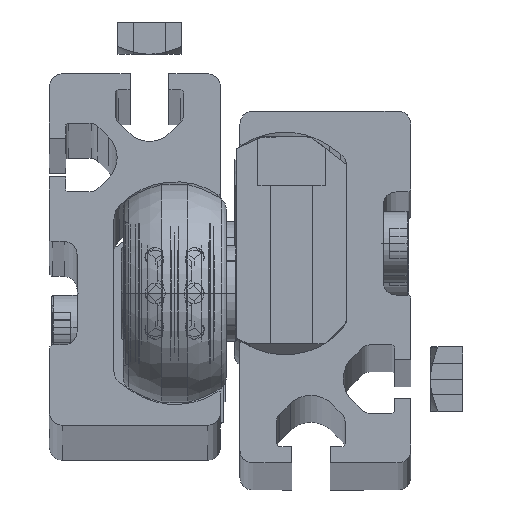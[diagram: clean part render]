
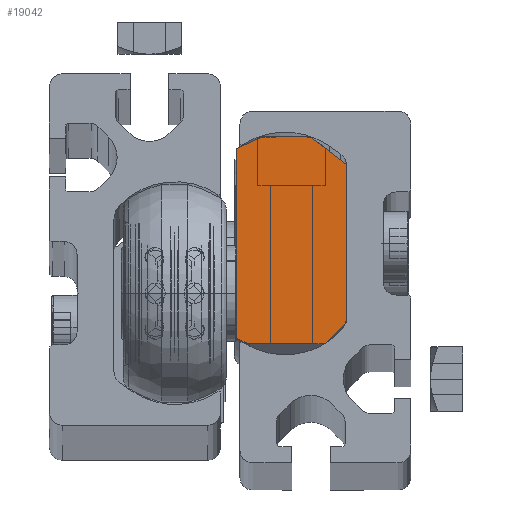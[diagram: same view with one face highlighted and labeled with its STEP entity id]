
A CAD part, top view. The second image highlights one B-rep face of the part: STEP entity #19042.
In plain terms, the highlighted face is planar.
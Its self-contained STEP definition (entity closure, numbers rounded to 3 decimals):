
#362 = ORIENTED_EDGE ( 'NONE', *, *, #8839, .T. ) ;
#469 = CARTESIAN_POINT ( 'NONE',  ( -19., -12.2, 8.5 ) ) ;
#598 = DIRECTION ( 'NONE',  ( 0., -0.423, -0.906 ) ) ;
#733 = VERTEX_POINT ( 'NONE', #18178 ) ;
#842 = CARTESIAN_POINT ( 'NONE',  ( -19., 14.681, -8.5 ) ) ;
#875 = ORIENTED_EDGE ( 'NONE', *, *, #20450, .T. ) ;
#1225 = CARTESIAN_POINT ( 'NONE',  ( -19., 1.5, 22.2 ) ) ;
#1537 = ORIENTED_EDGE ( 'NONE', *, *, #14312, .T. ) ;
#1575 = AXIS2_PLACEMENT_3D ( 'NONE', #1225, #20159, #17018 ) ;
#1706 = LINE ( 'NONE', #11048, #12460 ) ;
#1737 = LINE ( 'NONE', #1834, #17932 ) ;
#1834 = CARTESIAN_POINT ( 'NONE',  ( -19., -12.2, 8.5 ) ) ;
#2009 = CARTESIAN_POINT ( 'NONE',  ( -19., 16.5, -4.6 ) ) ;
#2126 = CARTESIAN_POINT ( 'NONE',  ( -19., 16.5, -4.6 ) ) ;
#2370 = DIRECTION ( 'NONE',  ( 0., 0., -1. ) ) ;
#2452 = FACE_OUTER_BOUND ( 'NONE', #13576, .T. ) ;
#3049 = VERTEX_POINT ( 'NONE', #9140 ) ;
#3727 = VECTOR ( 'NONE', #2370, 1000. ) ;
#4643 = EDGE_CURVE ( 'NONE', #4790, #8579, #1706, .T. ) ;
#4790 = VERTEX_POINT ( 'NONE', #2009 ) ;
#5262 = CARTESIAN_POINT ( 'NONE',  ( -19., 16.5, 3. ) ) ;
#5668 = CARTESIAN_POINT ( 'NONE',  ( -19., 14.681, -8.5 ) ) ;
#5987 = VERTEX_POINT ( 'NONE', #8054 ) ;
#6128 = VECTOR ( 'NONE', #15652, 1000. ) ;
#6605 = LINE ( 'NONE', #2126, #9271 ) ;
#7530 = ORIENTED_EDGE ( 'NONE', *, *, #16141, .T. ) ;
#7841 = CARTESIAN_POINT ( 'NONE',  ( -19., -14.661, -8.5 ) ) ;
#7847 = CARTESIAN_POINT ( 'NONE',  ( -19., 12.203, 8.5 ) ) ;
#8054 = CARTESIAN_POINT ( 'NONE',  ( -19., -15.5, -6.7 ) ) ;
#8061 = DIRECTION ( 'NONE',  ( 0., -0.707, -0.707 ) ) ;
#8419 = VERTEX_POINT ( 'NONE', #842 ) ;
#8550 = CARTESIAN_POINT ( 'NONE',  ( -19., -15.5, 5.2 ) ) ;
#8579 = VERTEX_POINT ( 'NONE', #5262 ) ;
#8839 = EDGE_CURVE ( 'NONE', #733, #5987, #20356, .T. ) ;
#9019 = LINE ( 'NONE', #10478, #3727 ) ;
#9140 = CARTESIAN_POINT ( 'NONE',  ( -19., 12.203, 8.5 ) ) ;
#9218 = ORIENTED_EDGE ( 'NONE', *, *, #14123, .F. ) ;
#9271 = VECTOR ( 'NONE', #598, 1000. ) ;
#9438 = VECTOR ( 'NONE', #16393, 1000. ) ;
#10478 = CARTESIAN_POINT ( 'NONE',  ( -19., -15.5, 5.2 ) ) ;
#10864 = VERTEX_POINT ( 'NONE', #469 ) ;
#11048 = CARTESIAN_POINT ( 'NONE',  ( -19., 16.5, -4.6 ) ) ;
#11457 = VECTOR ( 'NONE', #15647, 1000. ) ;
#11848 = EDGE_CURVE ( 'NONE', #12654, #5987, #9019, .T. ) ;
#12460 = VECTOR ( 'NONE', #15636, 1000. ) ;
#12654 = VERTEX_POINT ( 'NONE', #8550 ) ;
#12806 = LINE ( 'NONE', #14261, #17064 ) ;
#13173 = ORIENTED_EDGE ( 'NONE', *, *, #4643, .F. ) ;
#13435 = ORIENTED_EDGE ( 'NONE', *, *, #16859, .T. ) ;
#13576 = EDGE_LOOP ( 'NONE', ( #13435, #13173, #875, #1537, #362, #14699, #9218, #7530 ) ) ;
#14123 = EDGE_CURVE ( 'NONE', #10864, #12654, #1737, .T. ) ;
#14261 = CARTESIAN_POINT ( 'NONE',  ( -19., -12.2, 8.5 ) ) ;
#14312 = EDGE_CURVE ( 'NONE', #8419, #733, #16702, .T. ) ;
#14699 = ORIENTED_EDGE ( 'NONE', *, *, #11848, .F. ) ;
#15636 = DIRECTION ( 'NONE',  ( 0., 0., 1. ) ) ;
#15647 = DIRECTION ( 'NONE',  ( 0., -0.423, 0.906 ) ) ;
#15652 = DIRECTION ( 'NONE',  ( 0., 0.616, -0.788 ) ) ;
#16141 = EDGE_CURVE ( 'NONE', #10864, #3049, #12806, .T. ) ;
#16393 = DIRECTION ( 'NONE',  ( 0., -1., 0. ) ) ;
#16702 = LINE ( 'NONE', #5668, #9438 ) ;
#16709 = PLANE ( 'NONE',  #1575 ) ;
#16859 = EDGE_CURVE ( 'NONE', #3049, #8579, #20360, .T. ) ;
#17018 = DIRECTION ( 'NONE',  ( 0., 0., 1. ) ) ;
#17064 = VECTOR ( 'NONE', #18961, 1000. ) ;
#17932 = VECTOR ( 'NONE', #8061, 1000. ) ;
#18178 = CARTESIAN_POINT ( 'NONE',  ( -19., -14.661, -8.5 ) ) ;
#18961 = DIRECTION ( 'NONE',  ( 0., 1., 0. ) ) ;
#19042 = ADVANCED_FACE ( 'NONE', ( #2452 ), #16709, .T. ) ;
#20159 = DIRECTION ( 'NONE',  ( -1., 0., 0. ) ) ;
#20356 = LINE ( 'NONE', #7841, #11457 ) ;
#20360 = LINE ( 'NONE', #7847, #6128 ) ;
#20450 = EDGE_CURVE ( 'NONE', #4790, #8419, #6605, .T. ) ;
